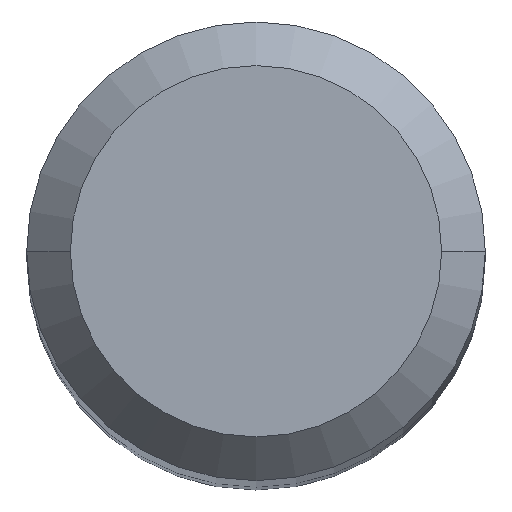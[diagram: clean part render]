
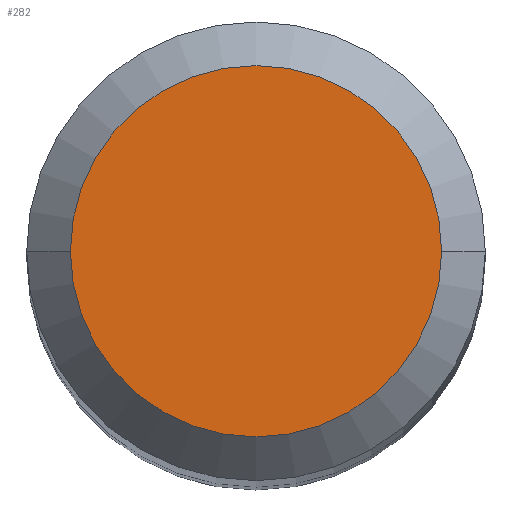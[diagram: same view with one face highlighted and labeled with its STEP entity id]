
A CAD part, top view. The second image highlights one B-rep face of the part: STEP entity #282.
In plain terms, the highlighted planar face has unit normal (0, 0, 1).
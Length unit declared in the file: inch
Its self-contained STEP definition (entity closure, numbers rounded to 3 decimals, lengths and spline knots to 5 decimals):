
#8 = CARTESIAN_POINT ( 'NONE',  ( 0.06374, 0., 1.9685 ) ) ;
#41 = DIRECTION ( 'NONE',  ( 0., 0., 1. ) ) ;
#59 = CARTESIAN_POINT ( 'NONE',  ( 0., 0., 1.9685 ) ) ;
#64 = EDGE_CURVE ( 'NONE', #76, #281, #129, .T. ) ;
#76 = VERTEX_POINT ( 'NONE', #8 ) ;
#86 = DIRECTION ( 'NONE',  ( 0., 0., 1. ) ) ;
#112 = CARTESIAN_POINT ( 'NONE',  ( 0., 0., 1.9685 ) ) ;
#116 = FACE_OUTER_BOUND ( 'NONE', #151, .T. ) ;
#129 = CIRCLE ( 'NONE', #244, 0.06374 ) ;
#130 = EDGE_CURVE ( 'NONE', #281, #76, #287, .T. ) ;
#151 = EDGE_LOOP ( 'NONE', ( #171, #223 ) ) ;
#166 = AXIS2_PLACEMENT_3D ( 'NONE', #276, #41, #212 ) ;
#171 = ORIENTED_EDGE ( 'NONE', *, *, #130, .T. ) ;
#188 = DIRECTION ( 'NONE',  ( 1., 0., 0. ) ) ;
#198 = PLANE ( 'NONE',  #166 ) ;
#212 = DIRECTION ( 'NONE',  ( 1., 0., 0. ) ) ;
#223 = ORIENTED_EDGE ( 'NONE', *, *, #64, .T. ) ;
#228 = CARTESIAN_POINT ( 'NONE',  ( -0.06374, 0., 1.9685 ) ) ;
#234 = DIRECTION ( 'NONE',  ( 1., 0., 0. ) ) ;
#244 = AXIS2_PLACEMENT_3D ( 'NONE', #112, #307, #234 ) ;
#257 = AXIS2_PLACEMENT_3D ( 'NONE', #59, #86, #188 ) ;
#276 = CARTESIAN_POINT ( 'NONE',  ( 0., 0., 1.9685 ) ) ;
#281 = VERTEX_POINT ( 'NONE', #228 ) ;
#282 = ADVANCED_FACE ( 'NONE', ( #116 ), #198, .T. ) ;
#287 = CIRCLE ( 'NONE', #257, 0.06374 ) ;
#307 = DIRECTION ( 'NONE',  ( 0., 0., 1. ) ) ;
